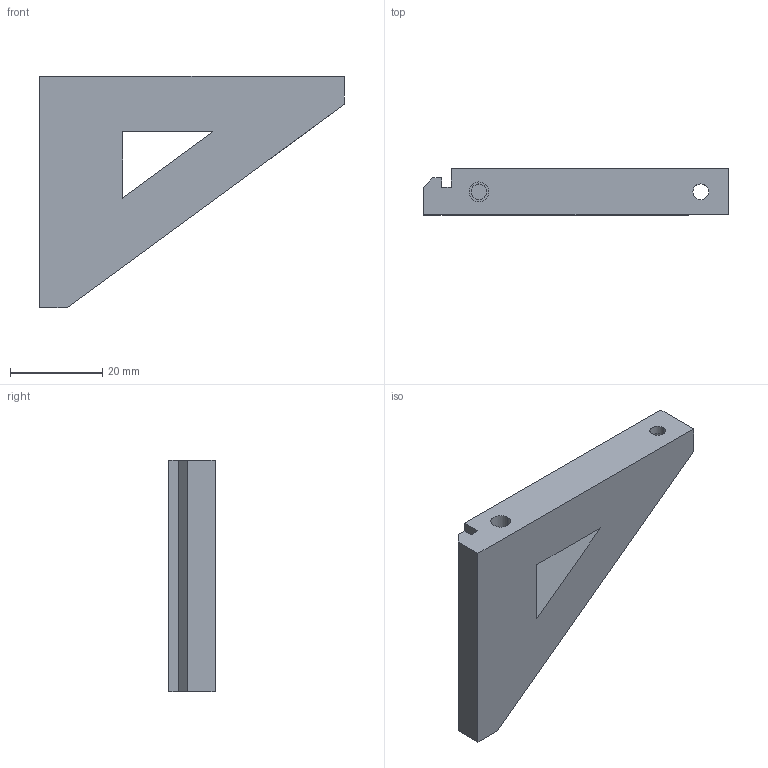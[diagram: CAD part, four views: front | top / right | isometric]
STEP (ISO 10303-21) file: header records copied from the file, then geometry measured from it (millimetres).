
FILE_DESCRIPTION (( 'STEP AP214' ), '1' );
FILE_NAME ('Y-renforcement.STEP', '2024-10-12T21:52:13', ( '' ), ( '' ), 'SwSTEP 2.0', 'SolidWorks 2024', '' );
FILE_SCHEMA (( 'AUTOMOTIVE_DESIGN' ));
Length unit declared in the file: millimetre
Products named in the file (1): Y-renforcement
Bounding box: 66 x 10 x 50 mm (x, y, z)
Volume: 17101.3 mm3; surface area: 6694.7 mm2
Topology: 1 solids, 1 shells, 30 faces, 74 edges, 49 vertices
Faces by surface type: plane 24, cylinder 6
Entity records: 913 total; most frequent: CARTESIAN_POINT 154, DIRECTION 148, ORIENTED_EDGE 148, EDGE_CURVE 74, VECTOR 62, LINE 62, VERTEX_POINT 49, AXIS2_PLACEMENT_3D 43
